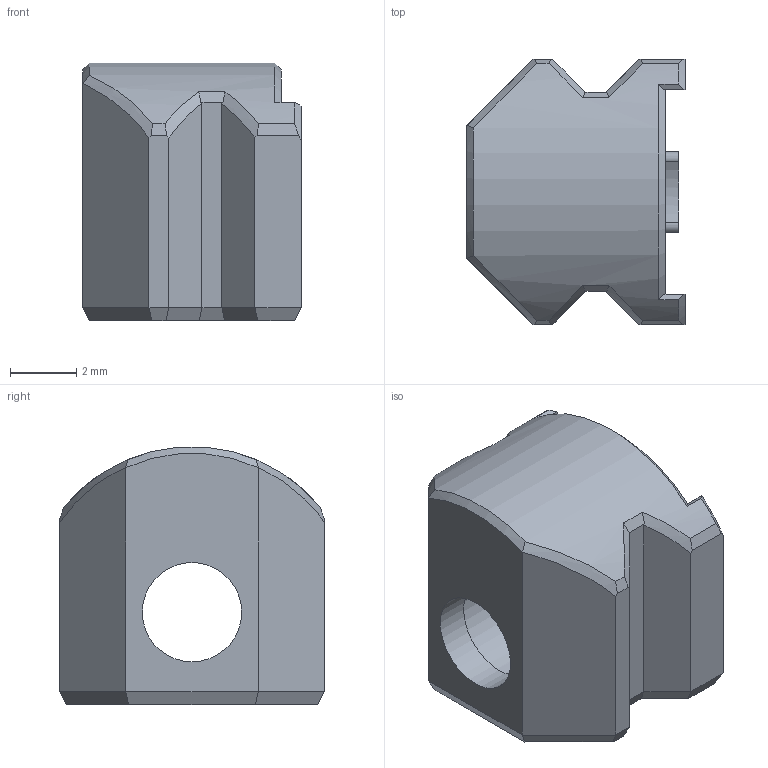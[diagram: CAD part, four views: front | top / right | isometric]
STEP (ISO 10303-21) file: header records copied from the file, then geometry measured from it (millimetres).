
FILE_DESCRIPTION(/* description */ (''),/* implementation_level */ '2;1');
FILE_NAME(/* name */ 'Shuttle v2.step',/* time_stamp */ '2025-05-19T19:52:00+02:00',/* author */ (''),/* organization */ (''),/* preprocessor_version */ 'ST-DEVELOPER v20.1',/* originating_system */ 'Autodesk Translation Framework v14.4.0.0',/* authorisation */ '');
FILE_SCHEMA (('AUTOMOTIVE_DESIGN { 1 0 10303 214 3 1 1 }'));
Length unit declared in the file: millimetre
Products named in the file (1): Slider
Bounding box: 6.6 x 8 x 7.78 mm (x, y, z)
Volume: 250.6 mm3; surface area: 336.7 mm2
Topology: 1 solids, 1 shells, 60 faces, 157 edges, 100 vertices
Faces by surface type: plane 44, cylinder 6, bspline 6, cone 4
Full cylindrical faces by diameter (mm): 3 x1, 3.5 x1
Entity records: 1997 total; most frequent: CARTESIAN_POINT 566, ORIENTED_EDGE 314, DIRECTION 249, EDGE_CURVE 157, VERTEX_POINT 100, LINE 91, VECTOR 91, AXIS2_PLACEMENT_3D 79
